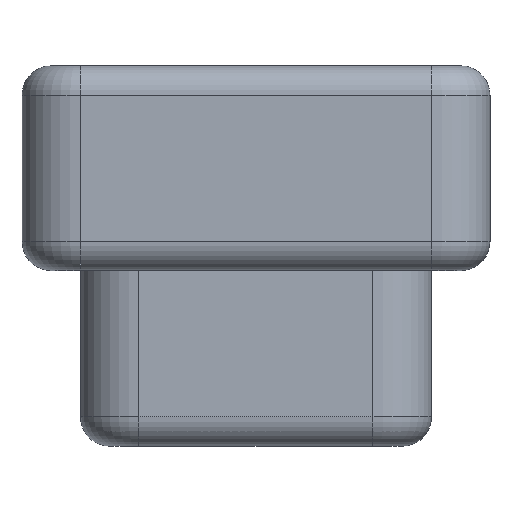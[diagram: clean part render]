
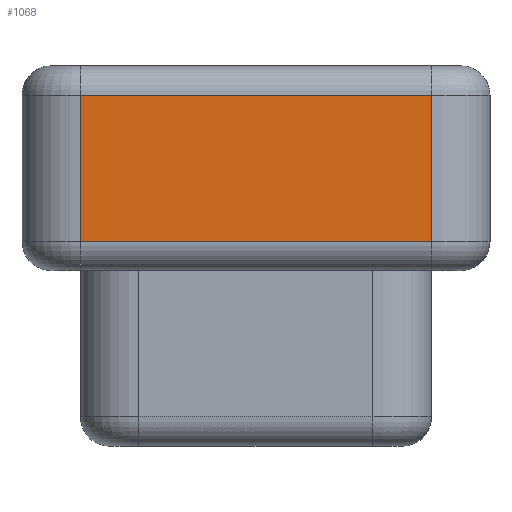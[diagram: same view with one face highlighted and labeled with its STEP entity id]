
A CAD part, left-side view. The second image highlights one B-rep face of the part: STEP entity #1068.
In plain terms, the highlighted planar face has unit normal (-1, 0, 0).
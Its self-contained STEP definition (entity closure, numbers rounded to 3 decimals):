
#133 = CYLINDRICAL_SURFACE('',#134,1.);
#134 = AXIS2_PLACEMENT_3D('',#135,#136,#137);
#135 = CARTESIAN_POINT('',(-59.,13.5,4.));
#136 = DIRECTION('',(0.,1.,0.));
#137 = DIRECTION('',(0.,-0.,1.));
#436 = VERTEX_POINT('',#437);
#437 = CARTESIAN_POINT('',(-60.,15.5,4.));
#474 = CYLINDRICAL_SURFACE('',#475,2.);
#475 = AXIS2_PLACEMENT_3D('',#476,#477,#478);
#476 = CARTESIAN_POINT('',(-58.,15.5,-2.));
#477 = DIRECTION('',(0.,0.,1.));
#478 = DIRECTION('',(-1.,0.,0.));
#490 = VERTEX_POINT('',#491);
#491 = CARTESIAN_POINT('',(-60.,27.5,4.));
#528 = CYLINDRICAL_SURFACE('',#529,2.);
#529 = AXIS2_PLACEMENT_3D('',#530,#531,#532);
#530 = CARTESIAN_POINT('',(-58.,27.5,-2.));
#531 = DIRECTION('',(0.,0.,1.));
#532 = DIRECTION('',(-1.,0.,0.));
#544 = EDGE_CURVE('',#436,#490,#545,.T.);
#545 = SURFACE_CURVE('',#546,(#550,#557),.PCURVE_S1.);
#546 = LINE('',#547,#548);
#547 = CARTESIAN_POINT('',(-60.,13.5,4.));
#548 = VECTOR('',#549,1.);
#549 = DIRECTION('',(0.,1.,0.));
#550 = PCURVE('',#133,#551);
#551 = DEFINITIONAL_REPRESENTATION('',(#552),#556);
#552 = LINE('',#553,#554);
#553 = CARTESIAN_POINT('',(-1.571,0.));
#554 = VECTOR('',#555,1.);
#555 = DIRECTION('',(-0.,1.));
#556 = ( GEOMETRIC_REPRESENTATION_CONTEXT(2) 
PARAMETRIC_REPRESENTATION_CONTEXT() REPRESENTATION_CONTEXT('2D SPACE',''
  ) );
#557 = PCURVE('',#558,#563);
#558 = PLANE('',#559);
#559 = AXIS2_PLACEMENT_3D('',#560,#561,#562);
#560 = CARTESIAN_POINT('',(-60.,21.5,1.5));
#561 = DIRECTION('',(-1.,-0.,-0.));
#562 = DIRECTION('',(0.,0.,-1.));
#563 = DEFINITIONAL_REPRESENTATION('',(#564),#568);
#564 = LINE('',#565,#566);
#565 = CARTESIAN_POINT('',(-2.5,8.));
#566 = VECTOR('',#567,1.);
#567 = DIRECTION('',(0.,-1.));
#568 = ( GEOMETRIC_REPRESENTATION_CONTEXT(2) 
PARAMETRIC_REPRESENTATION_CONTEXT() REPRESENTATION_CONTEXT('2D SPACE',''
  ) );
#962 = EDGE_CURVE('',#963,#436,#965,.T.);
#963 = VERTEX_POINT('',#964);
#964 = CARTESIAN_POINT('',(-60.,15.5,-1.));
#965 = SURFACE_CURVE('',#966,(#970,#977),.PCURVE_S1.);
#966 = LINE('',#967,#968);
#967 = CARTESIAN_POINT('',(-60.,15.5,-2.));
#968 = VECTOR('',#969,1.);
#969 = DIRECTION('',(0.,0.,1.));
#970 = PCURVE('',#474,#971);
#971 = DEFINITIONAL_REPRESENTATION('',(#972),#976);
#972 = LINE('',#973,#974);
#973 = CARTESIAN_POINT('',(0.,0.));
#974 = VECTOR('',#975,1.);
#975 = DIRECTION('',(0.,1.));
#976 = ( GEOMETRIC_REPRESENTATION_CONTEXT(2) 
PARAMETRIC_REPRESENTATION_CONTEXT() REPRESENTATION_CONTEXT('2D SPACE',''
  ) );
#977 = PCURVE('',#558,#978);
#978 = DEFINITIONAL_REPRESENTATION('',(#979),#983);
#979 = LINE('',#980,#981);
#980 = CARTESIAN_POINT('',(3.5,6.));
#981 = VECTOR('',#982,1.);
#982 = DIRECTION('',(-1.,0.));
#983 = ( GEOMETRIC_REPRESENTATION_CONTEXT(2) 
PARAMETRIC_REPRESENTATION_CONTEXT() REPRESENTATION_CONTEXT('2D SPACE',''
  ) );
#1017 = EDGE_CURVE('',#1018,#490,#1020,.T.);
#1018 = VERTEX_POINT('',#1019);
#1019 = CARTESIAN_POINT('',(-60.,27.5,-1.));
#1020 = SURFACE_CURVE('',#1021,(#1025,#1032),.PCURVE_S1.);
#1021 = LINE('',#1022,#1023);
#1022 = CARTESIAN_POINT('',(-60.,27.5,-2.));
#1023 = VECTOR('',#1024,1.);
#1024 = DIRECTION('',(0.,0.,1.));
#1025 = PCURVE('',#528,#1026);
#1026 = DEFINITIONAL_REPRESENTATION('',(#1027),#1031);
#1027 = LINE('',#1028,#1029);
#1028 = CARTESIAN_POINT('',(-0.,0.));
#1029 = VECTOR('',#1030,1.);
#1030 = DIRECTION('',(-0.,1.));
#1031 = ( GEOMETRIC_REPRESENTATION_CONTEXT(2) 
PARAMETRIC_REPRESENTATION_CONTEXT() REPRESENTATION_CONTEXT('2D SPACE',''
  ) );
#1032 = PCURVE('',#558,#1033);
#1033 = DEFINITIONAL_REPRESENTATION('',(#1034),#1038);
#1034 = LINE('',#1035,#1036);
#1035 = CARTESIAN_POINT('',(3.5,-6.));
#1036 = VECTOR('',#1037,1.);
#1037 = DIRECTION('',(-1.,0.));
#1038 = ( GEOMETRIC_REPRESENTATION_CONTEXT(2) 
PARAMETRIC_REPRESENTATION_CONTEXT() REPRESENTATION_CONTEXT('2D SPACE',''
  ) );
#1068 = ADVANCED_FACE('',(#1069),#558,.T.);
#1069 = FACE_BOUND('',#1070,.T.);
#1070 = EDGE_LOOP('',(#1071,#1072,#1073,#1099));
#1071 = ORIENTED_EDGE('',*,*,#544,.T.);
#1072 = ORIENTED_EDGE('',*,*,#1017,.F.);
#1073 = ORIENTED_EDGE('',*,*,#1074,.F.);
#1074 = EDGE_CURVE('',#963,#1018,#1075,.T.);
#1075 = SURFACE_CURVE('',#1076,(#1080,#1087),.PCURVE_S1.);
#1076 = LINE('',#1077,#1078);
#1077 = CARTESIAN_POINT('',(-60.,13.5,-1.));
#1078 = VECTOR('',#1079,1.);
#1079 = DIRECTION('',(0.,1.,0.));
#1080 = PCURVE('',#558,#1081);
#1081 = DEFINITIONAL_REPRESENTATION('',(#1082),#1086);
#1082 = LINE('',#1083,#1084);
#1083 = CARTESIAN_POINT('',(2.5,8.));
#1084 = VECTOR('',#1085,1.);
#1085 = DIRECTION('',(0.,-1.));
#1086 = ( GEOMETRIC_REPRESENTATION_CONTEXT(2) 
PARAMETRIC_REPRESENTATION_CONTEXT() REPRESENTATION_CONTEXT('2D SPACE',''
  ) );
#1087 = PCURVE('',#1088,#1093);
#1088 = CYLINDRICAL_SURFACE('',#1089,1.);
#1089 = AXIS2_PLACEMENT_3D('',#1090,#1091,#1092);
#1090 = CARTESIAN_POINT('',(-59.,13.5,-1.));
#1091 = DIRECTION('',(0.,1.,0.));
#1092 = DIRECTION('',(-1.,0.,0.));
#1093 = DEFINITIONAL_REPRESENTATION('',(#1094),#1098);
#1094 = LINE('',#1095,#1096);
#1095 = CARTESIAN_POINT('',(-0.,0.));
#1096 = VECTOR('',#1097,1.);
#1097 = DIRECTION('',(-0.,1.));
#1098 = ( GEOMETRIC_REPRESENTATION_CONTEXT(2) 
PARAMETRIC_REPRESENTATION_CONTEXT() REPRESENTATION_CONTEXT('2D SPACE',''
  ) );
#1099 = ORIENTED_EDGE('',*,*,#962,.T.);
